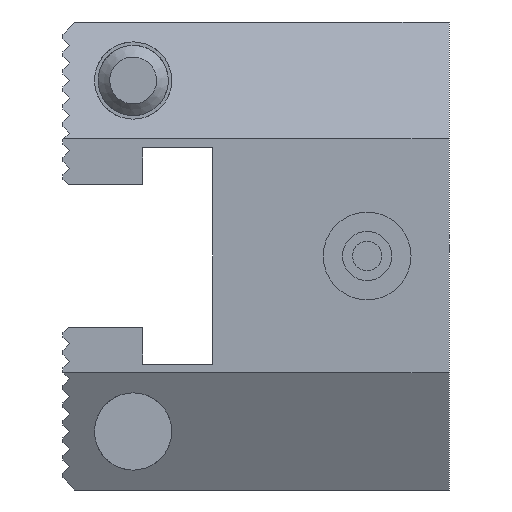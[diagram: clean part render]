
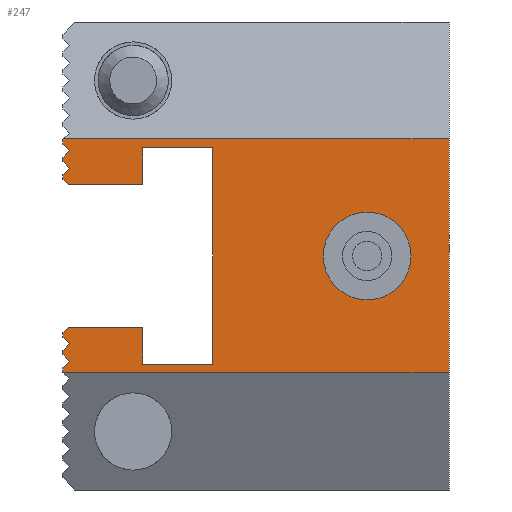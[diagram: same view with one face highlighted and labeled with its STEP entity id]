
A CAD part, front view. The second image highlights one B-rep face of the part: STEP entity #247.
In plain terms, the highlighted planar face has unit normal (0, -1, 0).
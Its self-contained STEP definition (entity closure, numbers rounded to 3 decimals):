
#111=FACE_BOUND('',#674,.T.);
#112=FACE_BOUND('',#675,.T.);
#170=CIRCLE('',#3081,3.75);
#247=ADVANCED_FACE('',(#111,#112),#409,.T.);
#409=PLANE('',#3082);
#674=EDGE_LOOP('',(#941));
#675=EDGE_LOOP('',(#942,#943,#944,#945,#946,#947,#948,#949,#950,#951,#952,
#953,#954,#955,#956,#957,#958,#959,#960,#961,#962,#963,#964,#965,#966,#967,
#968,#969));
#941=ORIENTED_EDGE('',*,*,#2048,.T.);
#942=ORIENTED_EDGE('',*,*,#2002,.T.);
#943=ORIENTED_EDGE('',*,*,#2049,.T.);
#944=ORIENTED_EDGE('',*,*,#2050,.T.);
#945=ORIENTED_EDGE('',*,*,#2051,.T.);
#946=ORIENTED_EDGE('',*,*,#2052,.T.);
#947=ORIENTED_EDGE('',*,*,#2053,.T.);
#948=ORIENTED_EDGE('',*,*,#2022,.T.);
#949=ORIENTED_EDGE('',*,*,#2054,.T.);
#950=ORIENTED_EDGE('',*,*,#2055,.T.);
#951=ORIENTED_EDGE('',*,*,#2018,.T.);
#952=ORIENTED_EDGE('',*,*,#2056,.T.);
#953=ORIENTED_EDGE('',*,*,#2057,.T.);
#954=ORIENTED_EDGE('',*,*,#2014,.T.);
#955=ORIENTED_EDGE('',*,*,#2058,.T.);
#956=ORIENTED_EDGE('',*,*,#2059,.F.);
#957=ORIENTED_EDGE('',*,*,#2060,.F.);
#958=ORIENTED_EDGE('',*,*,#2061,.F.);
#959=ORIENTED_EDGE('',*,*,#2062,.F.);
#960=ORIENTED_EDGE('',*,*,#2063,.F.);
#961=ORIENTED_EDGE('',*,*,#2064,.F.);
#962=ORIENTED_EDGE('',*,*,#2065,.F.);
#963=ORIENTED_EDGE('',*,*,#2066,.T.);
#964=ORIENTED_EDGE('',*,*,#2010,.T.);
#965=ORIENTED_EDGE('',*,*,#2067,.T.);
#966=ORIENTED_EDGE('',*,*,#2068,.T.);
#967=ORIENTED_EDGE('',*,*,#2006,.T.);
#968=ORIENTED_EDGE('',*,*,#2069,.T.);
#969=ORIENTED_EDGE('',*,*,#2070,.T.);
#1711=VERTEX_POINT('',#4140);
#1712=VERTEX_POINT('',#4142);
#1715=VERTEX_POINT('',#4149);
#1716=VERTEX_POINT('',#4151);
#1719=VERTEX_POINT('',#4158);
#1720=VERTEX_POINT('',#4160);
#1723=VERTEX_POINT('',#4167);
#1724=VERTEX_POINT('',#4169);
#1727=VERTEX_POINT('',#4176);
#1728=VERTEX_POINT('',#4178);
#1731=VERTEX_POINT('',#4185);
#1732=VERTEX_POINT('',#4187);
#1757=VERTEX_POINT('',#4245);
#1758=VERTEX_POINT('',#4247);
#1759=VERTEX_POINT('',#4249);
#1760=VERTEX_POINT('',#4251);
#1761=VERTEX_POINT('',#4253);
#1762=VERTEX_POINT('',#4256);
#1763=VERTEX_POINT('',#4259);
#1764=VERTEX_POINT('',#4262);
#1765=VERTEX_POINT('',#4264);
#1766=VERTEX_POINT('',#4266);
#1767=VERTEX_POINT('',#4268);
#1768=VERTEX_POINT('',#4270);
#1769=VERTEX_POINT('',#4272);
#1770=VERTEX_POINT('',#4274);
#1771=VERTEX_POINT('',#4276);
#1772=VERTEX_POINT('',#4279);
#1773=VERTEX_POINT('',#4282);
#2002=EDGE_CURVE('',#1712,#1711,#2417,.T.);
#2006=EDGE_CURVE('',#1716,#1715,#2421,.T.);
#2010=EDGE_CURVE('',#1720,#1719,#2425,.T.);
#2014=EDGE_CURVE('',#1724,#1723,#2429,.T.);
#2018=EDGE_CURVE('',#1728,#1727,#2433,.T.);
#2022=EDGE_CURVE('',#1732,#1731,#2437,.T.);
#2048=EDGE_CURVE('',#1757,#1757,#170,.T.);
#2049=EDGE_CURVE('',#1711,#1758,#2463,.T.);
#2050=EDGE_CURVE('',#1758,#1759,#2464,.T.);
#2051=EDGE_CURVE('',#1759,#1760,#2465,.T.);
#2052=EDGE_CURVE('',#1760,#1761,#2466,.T.);
#2053=EDGE_CURVE('',#1761,#1732,#2467,.T.);
#2054=EDGE_CURVE('',#1731,#1762,#2468,.T.);
#2055=EDGE_CURVE('',#1762,#1728,#2469,.T.);
#2056=EDGE_CURVE('',#1727,#1763,#2470,.T.);
#2057=EDGE_CURVE('',#1763,#1724,#2471,.T.);
#2058=EDGE_CURVE('',#1723,#1764,#2472,.T.);
#2059=EDGE_CURVE('',#1765,#1764,#2473,.T.);
#2060=EDGE_CURVE('',#1766,#1765,#2474,.T.);
#2061=EDGE_CURVE('',#1767,#1766,#2475,.T.);
#2062=EDGE_CURVE('',#1768,#1767,#2476,.T.);
#2063=EDGE_CURVE('',#1769,#1768,#2477,.T.);
#2064=EDGE_CURVE('',#1770,#1769,#2478,.T.);
#2065=EDGE_CURVE('',#1771,#1770,#2479,.T.);
#2066=EDGE_CURVE('',#1771,#1720,#2480,.T.);
#2067=EDGE_CURVE('',#1719,#1772,#2481,.T.);
#2068=EDGE_CURVE('',#1772,#1716,#2482,.T.);
#2069=EDGE_CURVE('',#1715,#1773,#2483,.T.);
#2070=EDGE_CURVE('',#1773,#1712,#2484,.T.);
#2417=LINE('',#4141,#2754);
#2421=LINE('',#4150,#2758);
#2425=LINE('',#4159,#2762);
#2429=LINE('',#4168,#2766);
#2433=LINE('',#4177,#2770);
#2437=LINE('',#4186,#2774);
#2463=LINE('',#4246,#2800);
#2464=LINE('',#4248,#2801);
#2465=LINE('',#4250,#2802);
#2466=LINE('',#4252,#2803);
#2467=LINE('',#4254,#2804);
#2468=LINE('',#4255,#2805);
#2469=LINE('',#4257,#2806);
#2470=LINE('',#4258,#2807);
#2471=LINE('',#4260,#2808);
#2472=LINE('',#4261,#2809);
#2473=LINE('',#4263,#2810);
#2474=LINE('',#4265,#2811);
#2475=LINE('',#4267,#2812);
#2476=LINE('',#4269,#2813);
#2477=LINE('',#4271,#2814);
#2478=LINE('',#4273,#2815);
#2479=LINE('',#4275,#2816);
#2480=LINE('',#4277,#2817);
#2481=LINE('',#4278,#2818);
#2482=LINE('',#4280,#2819);
#2483=LINE('',#4281,#2820);
#2484=LINE('',#4283,#2821);
#2754=VECTOR('',#3343,1.);
#2758=VECTOR('',#3349,1.);
#2762=VECTOR('',#3355,1.);
#2766=VECTOR('',#3361,1.);
#2770=VECTOR('',#3367,1.);
#2774=VECTOR('',#3373,1.);
#2800=VECTOR('',#3415,1.);
#2801=VECTOR('',#3416,1.);
#2802=VECTOR('',#3417,1.);
#2803=VECTOR('',#3418,1.);
#2804=VECTOR('',#3419,1.);
#2805=VECTOR('',#3420,1.);
#2806=VECTOR('',#3421,1.);
#2807=VECTOR('',#3422,1.);
#2808=VECTOR('',#3423,1.);
#2809=VECTOR('',#3424,1.);
#2810=VECTOR('',#3425,1.);
#2811=VECTOR('',#3426,1.);
#2812=VECTOR('',#3427,1.);
#2813=VECTOR('',#3428,1.);
#2814=VECTOR('',#3429,1.);
#2815=VECTOR('',#3430,1.);
#2816=VECTOR('',#3431,1.);
#2817=VECTOR('',#3432,1.);
#2818=VECTOR('',#3433,1.);
#2819=VECTOR('',#3434,1.);
#2820=VECTOR('',#3435,1.);
#2821=VECTOR('',#3436,1.);
#3081=AXIS2_PLACEMENT_3D('',#4244,#3413,#3414);
#3082=AXIS2_PLACEMENT_3D('',#4284,#3437,#3438);
#3343=DIRECTION('',(0.,0.,-1.));
#3349=DIRECTION('',(0.,0.,-1.));
#3355=DIRECTION('',(0.,0.,-1.));
#3361=DIRECTION('',(0.,0.,-1.));
#3367=DIRECTION('',(0.,0.,-1.));
#3373=DIRECTION('',(0.,0.,-1.));
#3413=DIRECTION('',(0.,1.,0.));
#3414=DIRECTION('',(-1.,0.,0.));
#3415=DIRECTION('',(0.707,0.,-0.707));
#3416=DIRECTION('',(1.,0.,0.));
#3417=DIRECTION('',(0.,0.,1.));
#3418=DIRECTION('',(-1.,0.,0.));
#3419=DIRECTION('',(-0.707,0.,-0.707));
#3420=DIRECTION('',(0.707,0.,-0.707));
#3421=DIRECTION('',(-0.707,0.,-0.707));
#3422=DIRECTION('',(0.707,0.,-0.707));
#3423=DIRECTION('',(-0.707,0.,-0.707));
#3424=DIRECTION('',(0.707,0.,-0.707));
#3425=DIRECTION('',(-1.,0.,0.));
#3426=DIRECTION('',(0.,0.,-1.));
#3427=DIRECTION('',(-1.,0.,0.));
#3428=DIRECTION('',(0.,0.,1.));
#3429=DIRECTION('',(1.,0.,0.));
#3430=DIRECTION('',(0.,0.,-1.));
#3431=DIRECTION('',(1.,0.,0.));
#3432=DIRECTION('',(-0.707,0.,-0.707));
#3433=DIRECTION('',(0.707,0.,-0.707));
#3434=DIRECTION('',(-0.707,0.,-0.707));
#3435=DIRECTION('',(0.707,0.,-0.707));
#3436=DIRECTION('',(-0.707,0.,-0.707));
#3437=DIRECTION('',(0.,-1.,0.));
#3438=DIRECTION('',(-1.,0.,0.));
#4140=CARTESIAN_POINT('',(-0.175,-28.,-9.95));
#4141=CARTESIAN_POINT('',(-0.175,-28.,0.));
#4142=CARTESIAN_POINT('',(-0.175,-28.,-9.55));
#4149=CARTESIAN_POINT('',(-0.175,-28.,-8.45));
#4150=CARTESIAN_POINT('',(-0.175,-28.,0.));
#4151=CARTESIAN_POINT('',(-0.175,-28.,-8.05));
#4158=CARTESIAN_POINT('',(-0.175,-28.,-6.95));
#4159=CARTESIAN_POINT('',(-0.175,-28.,0.));
#4160=CARTESIAN_POINT('',(-0.175,-28.,-6.55));
#4167=CARTESIAN_POINT('',(-0.175,-28.,6.55));
#4168=CARTESIAN_POINT('',(-0.175,-28.,0.));
#4169=CARTESIAN_POINT('',(-0.175,-28.,6.95));
#4176=CARTESIAN_POINT('',(-0.175,-28.,8.05));
#4177=CARTESIAN_POINT('',(-0.175,-28.,0.));
#4178=CARTESIAN_POINT('',(-0.175,-28.,8.45));
#4185=CARTESIAN_POINT('',(-0.175,-28.,9.55));
#4186=CARTESIAN_POINT('',(-0.175,-28.,0.));
#4187=CARTESIAN_POINT('',(-0.175,-28.,9.95));
#4244=CARTESIAN_POINT('',(25.825,-28.,0.));
#4245=CARTESIAN_POINT('',(22.075,-28.,0.));
#4246=CARTESIAN_POINT('',(11.35,-28.,-21.475));
#4247=CARTESIAN_POINT('',(-0.125,-28.,-10.));
#4248=CARTESIAN_POINT('',(32.825,-28.,-10.));
#4249=CARTESIAN_POINT('',(32.825,-28.,-10.));
#4250=CARTESIAN_POINT('',(32.825,-28.,0.));
#4251=CARTESIAN_POINT('',(32.825,-28.,10.));
#4252=CARTESIAN_POINT('',(32.825,-28.,10.));
#4253=CARTESIAN_POINT('',(-0.125,-28.,10.));
#4254=CARTESIAN_POINT('',(11.35,-28.,21.475));
#4255=CARTESIAN_POINT('',(21.1,-28.,-11.725));
#4256=CARTESIAN_POINT('',(0.375,-28.,9.));
#4257=CARTESIAN_POINT('',(12.1,-28.,20.725));
#4258=CARTESIAN_POINT('',(20.35,-28.,-12.475));
#4259=CARTESIAN_POINT('',(0.375,-28.,7.5));
#4260=CARTESIAN_POINT('',(12.85,-28.,19.975));
#4261=CARTESIAN_POINT('',(19.6,-28.,-13.225));
#4262=CARTESIAN_POINT('',(0.275,-28.,6.1));
#4263=CARTESIAN_POINT('',(32.825,-28.,6.1));
#4264=CARTESIAN_POINT('',(6.625,-28.,6.1));
#4265=CARTESIAN_POINT('',(6.625,-28.,0.));
#4266=CARTESIAN_POINT('',(6.625,-28.,9.25));
#4267=CARTESIAN_POINT('',(32.825,-28.,9.25));
#4268=CARTESIAN_POINT('',(12.625,-28.,9.25));
#4269=CARTESIAN_POINT('',(12.625,-28.,0.));
#4270=CARTESIAN_POINT('',(12.625,-28.,-9.25));
#4271=CARTESIAN_POINT('',(32.825,-28.,-9.25));
#4272=CARTESIAN_POINT('',(6.625,-28.,-9.25));
#4273=CARTESIAN_POINT('',(6.625,-28.,0.));
#4274=CARTESIAN_POINT('',(6.625,-28.,-6.1));
#4275=CARTESIAN_POINT('',(32.825,-28.,-6.1));
#4276=CARTESIAN_POINT('',(0.275,-28.,-6.1));
#4277=CARTESIAN_POINT('',(19.6,-28.,13.225));
#4278=CARTESIAN_POINT('',(12.85,-28.,-19.975));
#4279=CARTESIAN_POINT('',(0.375,-28.,-7.5));
#4280=CARTESIAN_POINT('',(20.35,-28.,12.475));
#4281=CARTESIAN_POINT('',(12.1,-28.,-20.725));
#4282=CARTESIAN_POINT('',(0.375,-28.,-9.));
#4283=CARTESIAN_POINT('',(21.1,-28.,11.725));
#4284=CARTESIAN_POINT('',(32.825,-28.,0.));
